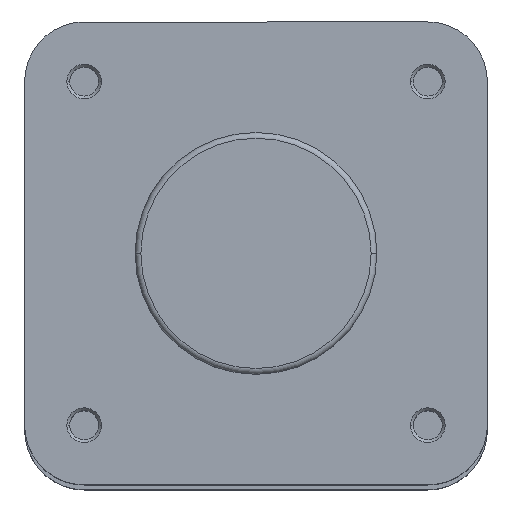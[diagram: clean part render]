
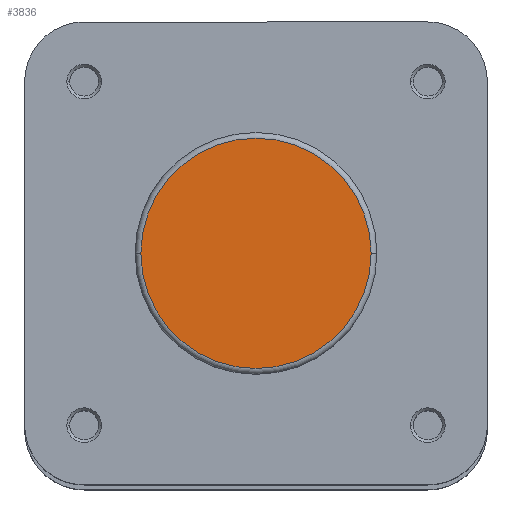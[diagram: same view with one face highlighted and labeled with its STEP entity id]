
A CAD part, top view. The second image highlights one B-rep face of the part: STEP entity #3836.
In plain terms, the highlighted planar face has unit normal (0, 0, 1).
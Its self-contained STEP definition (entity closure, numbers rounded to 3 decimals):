
#45 = ORIENTED_EDGE ( 'NONE', *, *, #6183, .T. ) ;
#46 = ORIENTED_EDGE ( 'NONE', *, *, #6235, .T. ) ;
#1037 = FACE_OUTER_BOUND ( 'NONE', #1504, .T. ) ;
#1504 = EDGE_LOOP ( 'NONE', ( #46, #45 ) ) ;
#2062 = AXIS2_PLACEMENT_3D ( 'NONE', #4131, #4137, #4138 ) ;
#2258 = AXIS2_PLACEMENT_3D ( 'NONE', #4865, #4867, #4868 ) ;
#2280 = AXIS2_PLACEMENT_3D ( 'NONE', #4988, #4995, #4996 ) ;
#2634 = VERTEX_POINT ( 'NONE', #3359 ) ;
#2635 = VERTEX_POINT ( 'NONE', #3360 ) ;
#3359 = CARTESIAN_POINT ( 'NONE',  ( 19.9, 0., 0. ) ) ;
#3360 = CARTESIAN_POINT ( 'NONE',  ( -19.9, 0., 0. ) ) ;
#3836 = ADVANCED_FACE ( 'NONE', ( #1037 ), #4128, .F. ) ;
#4128 = PLANE ( 'NONE',  #2062 ) ;
#4131 = CARTESIAN_POINT ( 'NONE',  ( 0., 20.9, 0. ) ) ;
#4137 = DIRECTION ( 'NONE',  ( 0., 0., -1. ) ) ;
#4138 = DIRECTION ( 'NONE',  ( -1., 0., 0. ) ) ;
#4865 = CARTESIAN_POINT ( 'NONE',  ( 0., 0., 0. ) ) ;
#4867 = DIRECTION ( 'NONE',  ( 0., 0., 1. ) ) ;
#4868 = DIRECTION ( 'NONE',  ( -1., 0., 0. ) ) ;
#4988 = CARTESIAN_POINT ( 'NONE',  ( 0., 0., 0. ) ) ;
#4995 = DIRECTION ( 'NONE',  ( 0., 0., 1. ) ) ;
#4996 = DIRECTION ( 'NONE',  ( -1., 0., 0. ) ) ;
#5462 = CIRCLE ( 'NONE', #2258, 19.9 ) ;
#5540 = CIRCLE ( 'NONE', #2280, 19.9 ) ;
#6183 = EDGE_CURVE ( 'NONE', #2634, #2635, #5462, .T. ) ;
#6235 = EDGE_CURVE ( 'NONE', #2635, #2634, #5540, .T. ) ;
